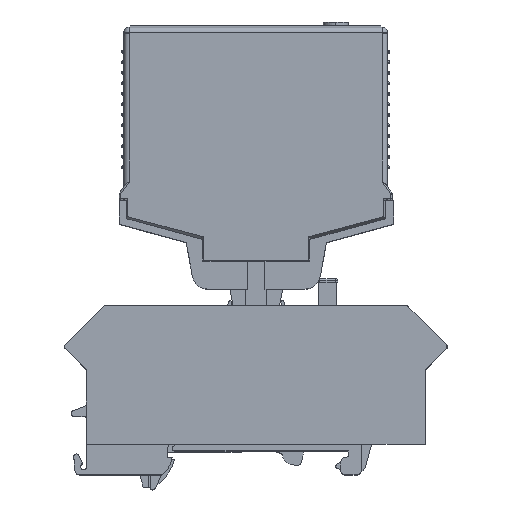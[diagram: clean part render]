
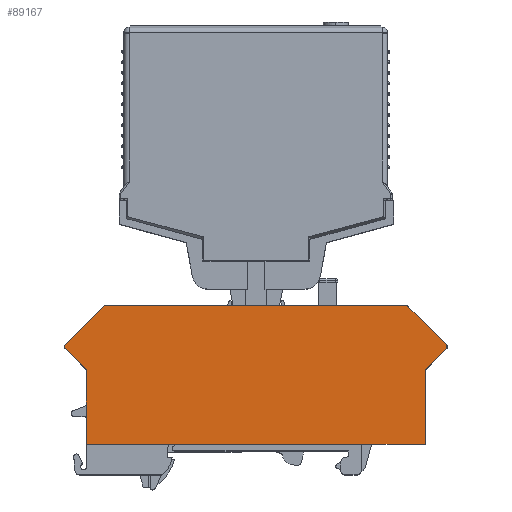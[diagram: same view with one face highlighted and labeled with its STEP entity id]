
A CAD part, top view. The second image highlights one B-rep face of the part: STEP entity #89167.
In plain terms, the highlighted free-form (B-spline) face has degree [1, 1] with [4, 2] control points.
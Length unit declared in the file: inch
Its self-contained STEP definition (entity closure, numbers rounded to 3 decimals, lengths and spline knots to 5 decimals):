
#1177 = DIRECTION ( 'NONE',  ( 0., 0., -1. ) ) ;
#2727 = DIRECTION ( 'NONE',  ( 0., -1., 0. ) ) ;
#3835 = LINE ( 'NONE', #82104, #17220 ) ;
#4029 = CARTESIAN_POINT ( 'NONE',  ( -1.43307, 1.08661, 0.09843 ) ) ;
#4551 = CARTESIAN_POINT ( 'NONE',  ( -1.43307, 0.04724, 0.09843 ) ) ;
#5082 = CARTESIAN_POINT ( 'NONE',  ( -1.45032, 0.04724, 0.09843 ) ) ;
#5601 = ORIENTED_EDGE ( 'NONE', *, *, #94634, .T. ) ;
#8867 = EDGE_LOOP ( 'NONE', ( #156485, #12676, #63985, #98070, #91245, #10370, #48279, #41349, #5601, #87114 ) ) ;
#9469 = CARTESIAN_POINT ( 'NONE',  ( 1.23167, 0.9888, 0.09843 ) ) ;
#10370 = ORIENTED_EDGE ( 'NONE', *, *, #152402, .T. ) ;
#12676 = ORIENTED_EDGE ( 'NONE', *, *, #23629, .F. ) ;
#13196 = CIRCLE ( 'NONE', #121255, 0.01969 ) ;
#14542 = VERTEX_POINT ( 'NONE', #92954 ) ;
#17168 = VERTEX_POINT ( 'NONE', #59805 ) ;
#17220 = VECTOR ( 'NONE', #106781, 39.37008 ) ;
#18786 = CARTESIAN_POINT ( 'NONE',  ( 1.37477, 0.71279, 0.09843 ) ) ;
#23629 = EDGE_CURVE ( 'NONE', #98067, #14542, #50105, .T. ) ;
#27797 = B_SPLINE_CURVE_WITH_KNOTS ( 'NONE', 3,
 ( #141232, #116453, #18786, #93250 ),
 .UNSPECIFIED., .F., .F.,
 ( 4, 4 ),
 ( 0., 1. ),
 .UNSPECIFIED. ) ;
#32429 = CARTESIAN_POINT ( 'NONE',  ( -1.42731, 0.79317, 0.09843 ) ) ;
#32629 = FACE_OUTER_BOUND ( 'NONE', #8867, .T. ) ;
#32912 = EDGE_CURVE ( 'NONE', #56996, #139908, #13196, .T. ) ;
#34248 = CARTESIAN_POINT ( 'NONE',  ( -1.26969, 0.04724, 0.09843 ) ) ;
#34663 = CARTESIAN_POINT ( 'NONE',  ( 1.42731, 0.76533, 0.09843 ) ) ;
#35822 = CARTESIAN_POINT ( 'NONE',  ( 1.26969, 0.04724, 0.09843 ) ) ;
#37911 = CARTESIAN_POINT ( 'NONE',  ( -1.42731, 0.76533, 0.09843 ) ) ;
#38415 = CARTESIAN_POINT ( 'NONE',  ( -1.26969, 0.60771, 0.09843 ) ) ;
#40757 = VERTEX_POINT ( 'NONE', #34663 ) ;
#41349 = ORIENTED_EDGE ( 'NONE', *, *, #141867, .T. ) ;
#45056 = VERTEX_POINT ( 'NONE', #35822 ) ;
#46657 = CARTESIAN_POINT ( 'NONE',  ( -1.42731, 0.76533, 0.09843 ) ) ;
#48279 = ORIENTED_EDGE ( 'NONE', *, *, #131438, .T. ) ;
#50105 = LINE ( 'NONE', #154807, #96225 ) ;
#50329 = CARTESIAN_POINT ( 'NONE',  ( 1.41339, 0.77925, 0.09843 ) ) ;
#51183 = CARTESIAN_POINT ( 'NONE',  ( -1.37477, 0.71279, 0.09843 ) ) ;
#51519 = DIRECTION ( 'NONE',  ( 0.707, 0.707, 0. ) ) ;
#56012 = EDGE_CURVE ( 'NONE', #122477, #40757, #156956, .T. ) ;
#56761 = AXIS2_PLACEMENT_3D ( 'NONE', #50329, #1177, #110537 ) ;
#56957 = CARTESIAN_POINT ( 'NONE',  ( 1.26969, 0.04724, 0.09843 ) ) ;
#56996 = VERTEX_POINT ( 'NONE', #46657 ) ;
#59297 = DIRECTION ( 'NONE',  ( 0., -1., 0. ) ) ;
#59805 = CARTESIAN_POINT ( 'NONE',  ( 1.26969, 0.60771, 0.09843 ) ) ;
#63985 = ORIENTED_EDGE ( 'NONE', *, *, #114323, .F. ) ;
#65116 = CARTESIAN_POINT ( 'NONE',  ( 1.45032, 1.08661, 0.09843 ) ) ;
#66325 = VERTEX_POINT ( 'NONE', #34248 ) ;
#70633 = CARTESIAN_POINT ( 'NONE',  ( -1.26969, 0.04724, 0.09843 ) ) ;
#79588 = CARTESIAN_POINT ( 'NONE',  ( 1.43307, 1.08661, 0.09843 ) ) ;
#82104 = CARTESIAN_POINT ( 'NONE',  ( 0.00014, 0.04724, 0.09843 ) ) ;
#84367 = VECTOR ( 'NONE', #105298, 39.37008 ) ;
#86891 = DIRECTION ( 'NONE',  ( 0., 0., -1. ) ) ;
#87114 = ORIENTED_EDGE ( 'NONE', *, *, #56012, .F. ) ;
#89167 = ADVANCED_FACE ( 'NONE', ( #32629 ), #136578, .T. ) ;
#90271 = CARTESIAN_POINT ( 'NONE',  ( 1.45032, 0.04724, 0.09843 ) ) ;
#90886 = B_SPLINE_CURVE_WITH_KNOTS ( 'NONE', 3,
 ( #157593, #119370, #9469, #95208 ),
 .UNSPECIFIED., .F., .F.,
 ( 4, 4 ),
 ( 0., 1. ),
 .UNSPECIFIED. ) ;
#91245 = ORIENTED_EDGE ( 'NONE', *, *, #116533, .T. ) ;
#91492 = VERTEX_POINT ( 'NONE', #159124 ) ;
#91873 = CARTESIAN_POINT ( 'NONE',  ( -1.45032, 1.08661, 0.09843 ) ) ;
#92686 = CARTESIAN_POINT ( 'NONE',  ( -1.13386, 1.08661, 0.09843 ) ) ;
#92954 = CARTESIAN_POINT ( 'NONE',  ( 1.13386, 1.08661, 0.09843 ) ) ;
#93250 = CARTESIAN_POINT ( 'NONE',  ( 1.42731, 0.76533, 0.09843 ) ) ;
#94634 = EDGE_CURVE ( 'NONE', #17168, #40757, #27797, .T. ) ;
#95208 = CARTESIAN_POINT ( 'NONE',  ( 1.13386, 1.08661, 0.09843 ) ) ;
#96225 = VECTOR ( 'NONE', #117656, 39.37008 ) ;
#98067 = VERTEX_POINT ( 'NONE', #92686 ) ;
#98070 = ORIENTED_EDGE ( 'NONE', *, *, #32912, .F. ) ;
#103400 = CARTESIAN_POINT ( 'NONE',  ( 1.42731, 0.79317, 0.09843 ) ) ;
#105298 = DIRECTION ( 'NONE',  ( 0., 1., 0. ) ) ;
#106781 = DIRECTION ( 'NONE',  ( 1., 0., 0. ) ) ;
#110537 = DIRECTION ( 'NONE',  ( 0., -1., 0. ) ) ;
#112701 = EDGE_CURVE ( 'NONE', #122477, #14542, #90886, .T. ) ;
#114114 = VECTOR ( 'NONE', #59297, 39.37008 ) ;
#114323 = EDGE_CURVE ( 'NONE', #139908, #98067, #142746, .T. ) ;
#116453 = CARTESIAN_POINT ( 'NONE',  ( 1.32223, 0.66025, 0.09843 ) ) ;
#116533 = EDGE_CURVE ( 'NONE', #56996, #91492, #158178, .T. ) ;
#117656 = DIRECTION ( 'NONE',  ( 1., 0., 0. ) ) ;
#119370 = CARTESIAN_POINT ( 'NONE',  ( 1.32949, 0.89098, 0.09843 ) ) ;
#121255 = AXIS2_PLACEMENT_3D ( 'NONE', #123941, #86891, #2727 ) ;
#122477 = VERTEX_POINT ( 'NONE', #103400 ) ;
#123757 = CARTESIAN_POINT ( 'NONE',  ( -1.32223, 0.66025, 0.09843 ) ) ;
#123941 = CARTESIAN_POINT ( 'NONE',  ( -1.41339, 0.77925, 0.09843 ) ) ;
#125674 = CARTESIAN_POINT ( 'NONE',  ( -1.28058, 0.93989, 0.09843 ) ) ;
#131438 = EDGE_CURVE ( 'NONE', #66325, #45056, #3835, .T. ) ;
#136578 = B_SPLINE_SURFACE_WITH_KNOTS ( 'NONE', 1, 1, ( 
 ( #5082, #91873 ),
 ( #4551, #4029 ),
 ( #153222, #79588 ),
 ( #90271, #65116 ) ),
 .UNSPECIFIED., .F., .F., .F.,
 ( 2, 1, 1, 2 ),
 ( 2, 2 ),
 ( -0.00602, 0., 1., 1.00602 ),
 ( 0., 1. ),
 .UNSPECIFIED. ) ;
#137028 = VECTOR ( 'NONE', #51519, 39.37008 ) ;
#139908 = VERTEX_POINT ( 'NONE', #32429 ) ;
#141232 = CARTESIAN_POINT ( 'NONE',  ( 1.26969, 0.60771, 0.09843 ) ) ;
#141867 = EDGE_CURVE ( 'NONE', #45056, #17168, #151661, .T. ) ;
#142746 = LINE ( 'NONE', #125674, #137028 ) ;
#146873 = LINE ( 'NONE', #70633, #114114 ) ;
#151661 = LINE ( 'NONE', #56957, #84367 ) ;
#152402 = EDGE_CURVE ( 'NONE', #91492, #66325, #146873, .T. ) ;
#153222 = CARTESIAN_POINT ( 'NONE',  ( 1.43307, 0.04724, 0.09843 ) ) ;
#154807 = CARTESIAN_POINT ( 'NONE',  ( 0., 1.08661, 0.09843 ) ) ;
#156485 = ORIENTED_EDGE ( 'NONE', *, *, #112701, .T. ) ;
#156956 = CIRCLE ( 'NONE', #56761, 0.01969 ) ;
#157593 = CARTESIAN_POINT ( 'NONE',  ( 1.42731, 0.79317, 0.09843 ) ) ;
#158178 = B_SPLINE_CURVE_WITH_KNOTS ( 'NONE', 3,
 ( #37911, #51183, #123757, #38415 ),
 .UNSPECIFIED., .F., .F.,
 ( 4, 4 ),
 ( 0., 1. ),
 .UNSPECIFIED. ) ;
#159124 = CARTESIAN_POINT ( 'NONE',  ( -1.26969, 0.60771, 0.09843 ) ) ;
